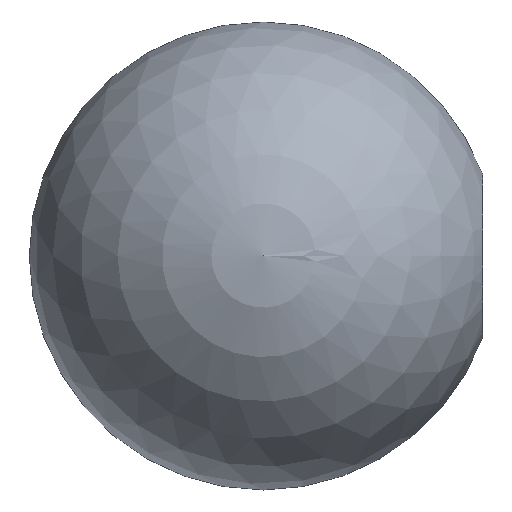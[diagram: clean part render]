
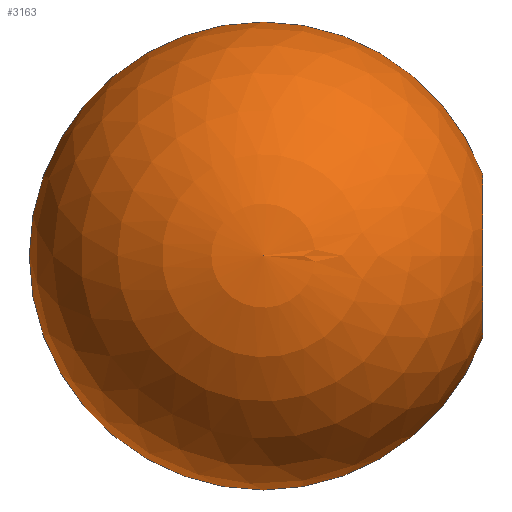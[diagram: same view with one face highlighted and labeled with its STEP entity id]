
A CAD part, top view. The second image highlights one B-rep face of the part: STEP entity #3163.
In plain terms, the highlighted spherical face has radius 9.55 mm.
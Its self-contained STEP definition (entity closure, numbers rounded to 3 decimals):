
#69 = DIRECTION ( 'NONE',  ( 0., 0., -1. ) ) ;
#73 = VERTEX_POINT ( 'NONE', #818 ) ;
#136 = CIRCLE ( 'NONE', #2686, 9.55 ) ;
#218 = DIRECTION ( 'NONE',  ( 1., 0., 0. ) ) ;
#350 = AXIS2_PLACEMENT_3D ( 'NONE', #3121, #3075, #3227 ) ;
#388 = ORIENTED_EDGE ( 'NONE', *, *, #4099, .T. ) ;
#535 = CIRCLE ( 'NONE', #2590, 3.334 ) ;
#639 = CIRCLE ( 'NONE', #2905, 9.55 ) ;
#700 = ORIENTED_EDGE ( 'NONE', *, *, #4320, .T. ) ;
#818 = CARTESIAN_POINT ( 'NONE',  ( 8.949, 3.334, 0. ) ) ;
#919 = DIRECTION ( 'NONE',  ( 0., 0., 1. ) ) ;
#976 = EDGE_CURVE ( 'NONE', #3428, #3918, #639, .T. ) ;
#990 = CARTESIAN_POINT ( 'NONE',  ( 8.949, 0., 0. ) ) ;
#1429 = AXIS2_PLACEMENT_3D ( 'NONE', #3288, #4325, #2929 ) ;
#1495 = CIRCLE ( 'NONE', #1429, 3.334 ) ;
#1547 = EDGE_CURVE ( 'NONE', #3428, #3284, #136, .T. ) ;
#1736 = SPHERICAL_SURFACE ( 'NONE', #350, 9.55 ) ;
#1975 = CARTESIAN_POINT ( 'NONE',  ( 0., -9.55, 0. ) ) ;
#2063 = CARTESIAN_POINT ( 'NONE',  ( 0., 0., 0. ) ) ;
#2239 = ORIENTED_EDGE ( 'NONE', *, *, #3605, .T. ) ;
#2295 = AXIS2_PLACEMENT_3D ( 'NONE', #2063, #3406, #2798 ) ;
#2368 = DIRECTION ( 'NONE',  ( 0., 0., 1. ) ) ;
#2487 = DIRECTION ( 'NONE',  ( -1., 0., 0. ) ) ;
#2590 = AXIS2_PLACEMENT_3D ( 'NONE', #990, #4370, #919 ) ;
#2686 = AXIS2_PLACEMENT_3D ( 'NONE', #3887, #69, #2487 ) ;
#2798 = DIRECTION ( 'NONE',  ( 1., 0., 0. ) ) ;
#2905 = AXIS2_PLACEMENT_3D ( 'NONE', #3297, #2368, #218 ) ;
#2929 = DIRECTION ( 'NONE',  ( 0., 0., 1. ) ) ;
#3039 = VERTEX_POINT ( 'NONE', #4475 ) ;
#3075 = DIRECTION ( 'NONE',  ( 0., 0., -1. ) ) ;
#3121 = CARTESIAN_POINT ( 'NONE',  ( 0., 0., 0. ) ) ;
#3163 = ADVANCED_FACE ( 'NONE', ( #3460 ), #1736, .T. ) ;
#3227 = DIRECTION ( 'NONE',  ( 1., 0., 0. ) ) ;
#3284 = VERTEX_POINT ( 'NONE', #4286 ) ;
#3288 = CARTESIAN_POINT ( 'NONE',  ( 8.949, 0., 0. ) ) ;
#3297 = CARTESIAN_POINT ( 'NONE',  ( 0., 0., 0. ) ) ;
#3375 = ORIENTED_EDGE ( 'NONE', *, *, #1547, .F. ) ;
#3406 = DIRECTION ( 'NONE',  ( 0., 0., 1. ) ) ;
#3428 = VERTEX_POINT ( 'NONE', #1975 ) ;
#3460 = FACE_OUTER_BOUND ( 'NONE', #3464, .T. ) ;
#3464 = EDGE_LOOP ( 'NONE', ( #3375, #3581, #388, #700, #2239 ) ) ;
#3581 = ORIENTED_EDGE ( 'NONE', *, *, #976, .T. ) ;
#3605 = EDGE_CURVE ( 'NONE', #73, #3284, #3751, .T. ) ;
#3751 = CIRCLE ( 'NONE', #2295, 9.55 ) ;
#3887 = CARTESIAN_POINT ( 'NONE',  ( 0., 0., 0. ) ) ;
#3918 = VERTEX_POINT ( 'NONE', #4283 ) ;
#4099 = EDGE_CURVE ( 'NONE', #3918, #3039, #1495, .T. ) ;
#4283 = CARTESIAN_POINT ( 'NONE',  ( 8.949, -3.334, 0. ) ) ;
#4286 = CARTESIAN_POINT ( 'NONE',  ( 0., 9.55, 0. ) ) ;
#4320 = EDGE_CURVE ( 'NONE', #3039, #73, #535, .T. ) ;
#4325 = DIRECTION ( 'NONE',  ( -1., 0., 0. ) ) ;
#4370 = DIRECTION ( 'NONE',  ( -1., 0., 0. ) ) ;
#4475 = CARTESIAN_POINT ( 'NONE',  ( 8.949, 0., 3.334 ) ) ;
